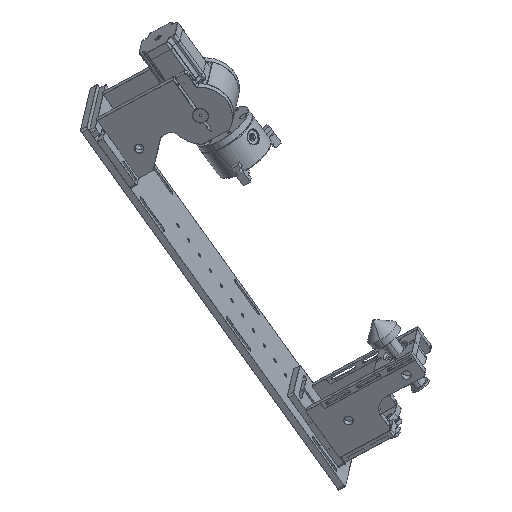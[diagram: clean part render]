
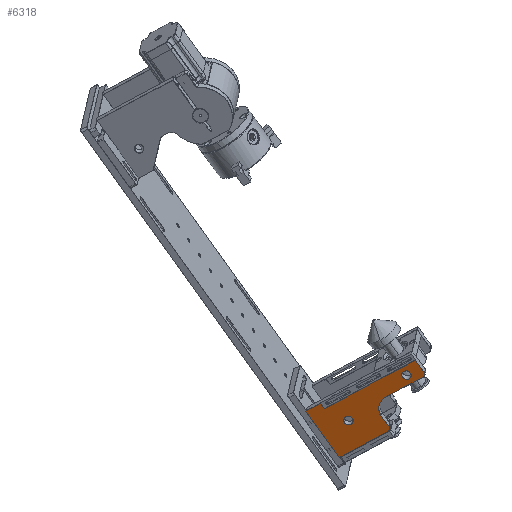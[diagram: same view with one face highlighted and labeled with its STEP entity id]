
A CAD part, isometric view. The second image highlights one B-rep face of the part: STEP entity #6318.
In plain terms, the highlighted face is planar.
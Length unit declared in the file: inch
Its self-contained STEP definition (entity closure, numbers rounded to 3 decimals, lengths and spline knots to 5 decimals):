
#185 = VERTEX_POINT ( 'NONE', #1936 ) ;
#678 = VERTEX_POINT ( 'NONE', #14164 ) ;
#1130 = CARTESIAN_POINT ( 'NONE',  ( 2.16535, 0.37402, -3.14173 ) ) ;
#1277 = AXIS2_PLACEMENT_3D ( 'NONE', #32243, #48663, #53668 ) ;
#1936 = CARTESIAN_POINT ( 'NONE',  ( 1.1811, 0.37402, -6.38976 ) ) ;
#1983 = ORIENTED_EDGE ( 'NONE', *, *, #45388, .T. ) ;
#2470 = CARTESIAN_POINT ( 'NONE',  ( 0.37402, 0.37402, -6.39764 ) ) ;
#2479 = DIRECTION ( 'NONE',  ( 0., 0., -1. ) ) ;
#3135 = VERTEX_POINT ( 'NONE', #32826 ) ;
#3210 = CIRCLE ( 'NONE', #26224, 0.79528 ) ;
#3265 = VECTOR ( 'NONE', #41571, 39.37008 ) ;
#3309 = CARTESIAN_POINT ( 'NONE',  ( 0.86122, 0.37402, -5.5315 ) ) ;
#3342 = CARTESIAN_POINT ( 'NONE',  ( 0., 0.37402, -6.38976 ) ) ;
#4469 = EDGE_CURVE ( 'NONE', #37670, #49988, #54930, .T. ) ;
#4605 = VECTOR ( 'NONE', #30800, 39.37008 ) ;
#4944 = CIRCLE ( 'NONE', #43966, 0.18898 ) ;
#5089 = ORIENTED_EDGE ( 'NONE', *, *, #31106, .T. ) ;
#6318 = ADVANCED_FACE ( 'NONE', ( #23895, #45020, #44199 ), #6423, .F. ) ;
#6423 = PLANE ( 'NONE',  #1277 ) ;
#6547 = VERTEX_POINT ( 'NONE', #32663 ) ;
#7177 = DIRECTION ( 'NONE',  ( 0., 1., 0. ) ) ;
#7303 = DIRECTION ( 'NONE',  ( 0., 0., -1. ) ) ;
#7462 = CARTESIAN_POINT ( 'NONE',  ( 1.1811, 0.37402, -6.20079 ) ) ;
#7502 = CARTESIAN_POINT ( 'NONE',  ( 1.53543, 0.37402, -1.5748 ) ) ;
#7776 = EDGE_LOOP ( 'NONE', ( #1983, #35818 ) ) ;
#7785 = DIRECTION ( 'NONE',  ( -1., 0., 0. ) ) ;
#7847 = EDGE_CURVE ( 'NONE', #51209, #24190, #43136, .T. ) ;
#8296 = ORIENTED_EDGE ( 'NONE', *, *, #51138, .T. ) ;
#8984 = VECTOR ( 'NONE', #21198, 39.37008 ) ;
#9067 = CARTESIAN_POINT ( 'NONE',  ( 0.37402, 0.37402, -6.38976 ) ) ;
#9256 = CARTESIAN_POINT ( 'NONE',  ( 3.06299, 0.37402, 0. ) ) ;
#9694 = EDGE_CURVE ( 'NONE', #51206, #25433, #3210, .T. ) ;
#10853 = EDGE_CURVE ( 'NONE', #185, #44438, #15077, .T. ) ;
#11135 = LINE ( 'NONE', #18907, #27684 ) ;
#11940 = DIRECTION ( 'NONE',  ( 0., -1., 0. ) ) ;
#13635 = CARTESIAN_POINT ( 'NONE',  ( 3.06299, 0.37402, -0.00787 ) ) ;
#14164 = CARTESIAN_POINT ( 'NONE',  ( 0.86122, 0.37402, -5.2874 ) ) ;
#14252 = CARTESIAN_POINT ( 'NONE',  ( 1.53543, 0.37402, -1.5748 ) ) ;
#14619 = ORIENTED_EDGE ( 'NONE', *, *, #53012, .T. ) ;
#14728 = VERTEX_POINT ( 'NONE', #46969 ) ;
#15077 = LINE ( 'NONE', #3342, #33171 ) ;
#15748 = ORIENTED_EDGE ( 'NONE', *, *, #10853, .T. ) ;
#15843 = CIRCLE ( 'NONE', #22029, 0.24409 ) ;
#16456 = DIRECTION ( 'NONE',  ( 0., 0., -1. ) ) ;
#17489 = ORIENTED_EDGE ( 'NONE', *, *, #50134, .T. ) ;
#17938 = CIRCLE ( 'NONE', #49007, 0.18898 ) ;
#18030 = LINE ( 'NONE', #52199, #4605 ) ;
#18046 = AXIS2_PLACEMENT_3D ( 'NONE', #3309, #28015, #53871 ) ;
#18155 = CARTESIAN_POINT ( 'NONE',  ( 0.37402, 0.37402, -0.88583 ) ) ;
#18907 = CARTESIAN_POINT ( 'NONE',  ( 0., 0.37402, -3.14173 ) ) ;
#19378 = DIRECTION ( 'NONE',  ( 0., 0., -1. ) ) ;
#19694 = DIRECTION ( 'NONE',  ( 0., -1., 0. ) ) ;
#20674 = EDGE_CURVE ( 'NONE', #32629, #678, #15843, .T. ) ;
#21139 = AXIS2_PLACEMENT_3D ( 'NONE', #14252, #22288, #21753 ) ;
#21198 = DIRECTION ( 'NONE',  ( 0., 0., -1. ) ) ;
#21513 = ORIENTED_EDGE ( 'NONE', *, *, #36010, .T. ) ;
#21753 = DIRECTION ( 'NONE',  ( 0., 0., -1. ) ) ;
#21836 = EDGE_CURVE ( 'NONE', #39937, #14728, #54865, .T. ) ;
#22029 = AXIS2_PLACEMENT_3D ( 'NONE', #38148, #34553, #30374 ) ;
#22288 = DIRECTION ( 'NONE',  ( 0., -1., 0. ) ) ;
#23833 = CARTESIAN_POINT ( 'NONE',  ( 3.06299, 0.37402, -2.95276 ) ) ;
#23895 = FACE_BOUND ( 'NONE', #7776, .T. ) ;
#24190 = VERTEX_POINT ( 'NONE', #23833 ) ;
#24413 = DIRECTION ( 'NONE',  ( 0., 0., -1. ) ) ;
#24897 = CARTESIAN_POINT ( 'NONE',  ( 0., 0.37402, -0.88583 ) ) ;
#25433 = VERTEX_POINT ( 'NONE', #37022 ) ;
#26041 = CIRCLE ( 'NONE', #18046, 0.24409 ) ;
#26224 = AXIS2_PLACEMENT_3D ( 'NONE', #37452, #11940, #49185 ) ;
#26472 = ORIENTED_EDGE ( 'NONE', *, *, #29949, .F. ) ;
#27657 = CARTESIAN_POINT ( 'NONE',  ( 0.86122, 0.37402, -5.77559 ) ) ;
#27684 = VECTOR ( 'NONE', #31930, 39.37008 ) ;
#27792 = CARTESIAN_POINT ( 'NONE',  ( 0.00787, 0.37402, -0.00787 ) ) ;
#28015 = DIRECTION ( 'NONE',  ( 0., -1., 0. ) ) ;
#28810 = LINE ( 'NONE', #45764, #3265 ) ;
#28886 = EDGE_LOOP ( 'NONE', ( #48421, #21513 ) ) ;
#29949 = EDGE_CURVE ( 'NONE', #49988, #44438, #32138, .T. ) ;
#30374 = DIRECTION ( 'NONE',  ( 0., 0., -1. ) ) ;
#30800 = DIRECTION ( 'NONE',  ( 1., 0., 0. ) ) ;
#31019 = EDGE_CURVE ( 'NONE', #39319, #51209, #18030, .T. ) ;
#31106 = EDGE_CURVE ( 'NONE', #6547, #185, #17938, .T. ) ;
#31930 = DIRECTION ( 'NONE',  ( -1., 0., 0. ) ) ;
#32138 = LINE ( 'NONE', #2470, #41312 ) ;
#32243 = CARTESIAN_POINT ( 'NONE',  ( 0., 0.37402, 0. ) ) ;
#32277 = EDGE_LOOP ( 'NONE', ( #52633, #14619, #51290, #41270, #8296, #36359, #50559, #17489, #5089, #15748, #26472 ) ) ;
#32629 = VERTEX_POINT ( 'NONE', #27657 ) ;
#32663 = CARTESIAN_POINT ( 'NONE',  ( 1.37008, 0.37402, -6.20079 ) ) ;
#32826 = CARTESIAN_POINT ( 'NONE',  ( 2.87402, 0.37402, -3.14173 ) ) ;
#33171 = VECTOR ( 'NONE', #7785, 39.37008 ) ;
#34132 = VECTOR ( 'NONE', #7303, 39.37008 ) ;
#34553 = DIRECTION ( 'NONE',  ( 0., -1., 0. ) ) ;
#35818 = ORIENTED_EDGE ( 'NONE', *, *, #20674, .T. ) ;
#36010 = EDGE_CURVE ( 'NONE', #14728, #39937, #38113, .T. ) ;
#36359 = ORIENTED_EDGE ( 'NONE', *, *, #38282, .T. ) ;
#37022 = CARTESIAN_POINT ( 'NONE',  ( 1.37008, 0.37402, -3.93701 ) ) ;
#37452 = CARTESIAN_POINT ( 'NONE',  ( 2.16535, 0.37402, -3.93701 ) ) ;
#37670 = VERTEX_POINT ( 'NONE', #41770 ) ;
#38113 = CIRCLE ( 'NONE', #44302, 0.24409 ) ;
#38148 = CARTESIAN_POINT ( 'NONE',  ( 0.86122, 0.37402, -5.5315 ) ) ;
#38282 = EDGE_CURVE ( 'NONE', #3135, #51206, #11135, .T. ) ;
#39319 = VERTEX_POINT ( 'NONE', #27792 ) ;
#39937 = VERTEX_POINT ( 'NONE', #46319 ) ;
#40341 = CARTESIAN_POINT ( 'NONE',  ( 1.37008, 0.37402, 0. ) ) ;
#41270 = ORIENTED_EDGE ( 'NONE', *, *, #7847, .T. ) ;
#41312 = VECTOR ( 'NONE', #19378, 39.37008 ) ;
#41571 = DIRECTION ( 'NONE',  ( 0., 0., 1. ) ) ;
#41770 = CARTESIAN_POINT ( 'NONE',  ( 0.00787, 0.37402, -0.88583 ) ) ;
#43136 = LINE ( 'NONE', #9256, #8984 ) ;
#43709 = VECTOR ( 'NONE', #46592, 39.37008 ) ;
#43966 = AXIS2_PLACEMENT_3D ( 'NONE', #50594, #50874, #16456 ) ;
#44199 = FACE_OUTER_BOUND ( 'NONE', #32277, .T. ) ;
#44302 = AXIS2_PLACEMENT_3D ( 'NONE', #7502, #19694, #24413 ) ;
#44438 = VERTEX_POINT ( 'NONE', #9067 ) ;
#45020 = FACE_BOUND ( 'NONE', #28886, .T. ) ;
#45388 = EDGE_CURVE ( 'NONE', #678, #32629, #26041, .T. ) ;
#45764 = CARTESIAN_POINT ( 'NONE',  ( 0.00787, 0.37402, 0. ) ) ;
#46319 = CARTESIAN_POINT ( 'NONE',  ( 1.53543, 0.37402, -1.33071 ) ) ;
#46592 = DIRECTION ( 'NONE',  ( 1., 0., 0. ) ) ;
#46969 = CARTESIAN_POINT ( 'NONE',  ( 1.53543, 0.37402, -1.8189 ) ) ;
#48421 = ORIENTED_EDGE ( 'NONE', *, *, #21836, .T. ) ;
#48663 = DIRECTION ( 'NONE',  ( 0., -1., 0. ) ) ;
#48704 = LINE ( 'NONE', #40341, #34132 ) ;
#49007 = AXIS2_PLACEMENT_3D ( 'NONE', #7462, #7177, #2479 ) ;
#49185 = DIRECTION ( 'NONE',  ( 0., 0., -1. ) ) ;
#49988 = VERTEX_POINT ( 'NONE', #18155 ) ;
#50134 = EDGE_CURVE ( 'NONE', #25433, #6547, #48704, .T. ) ;
#50559 = ORIENTED_EDGE ( 'NONE', *, *, #9694, .T. ) ;
#50594 = CARTESIAN_POINT ( 'NONE',  ( 2.87402, 0.37402, -2.95276 ) ) ;
#50874 = DIRECTION ( 'NONE',  ( 0., 1., 0. ) ) ;
#51138 = EDGE_CURVE ( 'NONE', #24190, #3135, #4944, .T. ) ;
#51206 = VERTEX_POINT ( 'NONE', #1130 ) ;
#51209 = VERTEX_POINT ( 'NONE', #13635 ) ;
#51290 = ORIENTED_EDGE ( 'NONE', *, *, #31019, .T. ) ;
#52199 = CARTESIAN_POINT ( 'NONE',  ( 0., 0.37402, -0.00787 ) ) ;
#52633 = ORIENTED_EDGE ( 'NONE', *, *, #4469, .F. ) ;
#53012 = EDGE_CURVE ( 'NONE', #37670, #39319, #28810, .T. ) ;
#53668 = DIRECTION ( 'NONE',  ( 0., 0., -1. ) ) ;
#53871 = DIRECTION ( 'NONE',  ( 0., 0., -1. ) ) ;
#54865 = CIRCLE ( 'NONE', #21139, 0.24409 ) ;
#54930 = LINE ( 'NONE', #24897, #43709 ) ;
